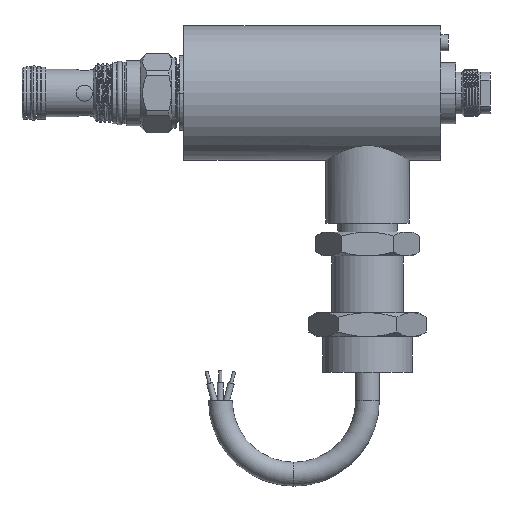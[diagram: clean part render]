
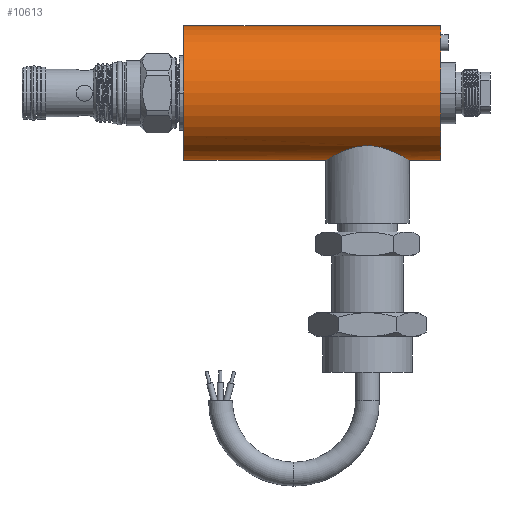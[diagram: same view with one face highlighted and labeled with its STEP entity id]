
A CAD part, front view. The second image highlights one B-rep face of the part: STEP entity #10613.
In plain terms, the highlighted cylindrical face has radius 22.5 mm (diameter 45 mm), a partial arc.
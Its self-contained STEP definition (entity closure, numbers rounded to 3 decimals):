
#18 = DIRECTION ( 'NONE',  ( 1., 0., 0. ) ) ;
#140 = CARTESIAN_POINT ( 'NONE',  ( 85.847, 0., -22.5 ) ) ;
#337 = DIRECTION ( 'NONE',  ( 1., 0., 0. ) ) ;
#584 = LINE ( 'NONE', #5602, #10340 ) ;
#627 = CARTESIAN_POINT ( 'NONE',  ( 68.412, -12.095, -18.974 ) ) ;
#675 = CARTESIAN_POINT ( 'NONE',  ( 48.117, -4.603, -22.029 ) ) ;
#762 = CARTESIAN_POINT ( 'NONE',  ( 47.839, -3.708, -22.197 ) ) ;
#1320 = VERTEX_POINT ( 'NONE', #3686 ) ;
#1354 = CIRCLE ( 'NONE', #3379, 22.5 ) ;
#1409 = VERTEX_POINT ( 'NONE', #140 ) ;
#1565 = CARTESIAN_POINT ( 'NONE',  ( 68.798, -11.861, -19.122 ) ) ;
#1608 = CARTESIAN_POINT ( 'NONE',  ( 49.248, -7.102, -21.365 ) ) ;
#1650 = CARTESIAN_POINT ( 'NONE',  ( 53.165, -11.369, -19.419 ) ) ;
#1704 = CARTESIAN_POINT ( 'NONE',  ( 48.277, -5.038, -21.933 ) ) ;
#1787 = CARTESIAN_POINT ( 'NONE',  ( 75.227, -1.891, -22.425 ) ) ;
#1824 = CARTESIAN_POINT ( 'NONE',  ( 75.347, -0.473, -22.5 ) ) ;
#1870 = CARTESIAN_POINT ( 'NONE',  ( 73.443, -7.105, -21.363 ) ) ;
#1874 = VERTEX_POINT ( 'NONE', #8352 ) ;
#2155 = AXIS2_PLACEMENT_3D ( 'NONE', #8921, #8135, #4304 ) ;
#2261 = DIRECTION ( 'NONE',  ( 0., 0., -1. ) ) ;
#2504 = CARTESIAN_POINT ( 'NONE',  ( 65.936, -13.235, -18.197 ) ) ;
#2553 = CARTESIAN_POINT ( 'NONE',  ( 71.549, -9.598, -20.353 ) ) ;
#2635 = CARTESIAN_POINT ( 'NONE',  ( 51.783, -10.233, -20.041 ) ) ;
#2681 = CARTESIAN_POINT ( 'NONE',  ( 59.454, -13.879, -17.709 ) ) ;
#2766 = CARTESIAN_POINT ( 'NONE',  ( 75.156, -2.352, -22.381 ) ) ;
#2817 = CARTESIAN_POINT ( 'NONE',  ( -0.153, 0., -22.5 ) ) ;
#2960 = EDGE_CURVE ( 'NONE', #1320, #6591, #8487, .T. ) ;
#3088 = EDGE_CURVE ( 'NONE', #8480, #1409, #1354, .T. ) ;
#3379 = AXIS2_PLACEMENT_3D ( 'NONE', #9527, #8529, #7631 ) ;
#3412 = CARTESIAN_POINT ( 'NONE',  ( 60.39, -13.975, -17.634 ) ) ;
#3459 = CARTESIAN_POINT ( 'NONE',  ( 69.91, -11.111, -19.574 ) ) ;
#3499 = CARTESIAN_POINT ( 'NONE',  ( 54.276, -12.116, -18.968 ) ) ;
#3539 = CARTESIAN_POINT ( 'NONE',  ( 50.267, -8.606, -20.805 ) ) ;
#3677 = CARTESIAN_POINT ( 'NONE',  ( 75.322, -0.952, -22.485 ) ) ;
#3686 = CARTESIAN_POINT ( 'NONE',  ( 47.347, 0., -22.5 ) ) ;
#3705 = EDGE_LOOP ( 'NONE', ( #11983, #8955, #3773, #9770, #8560, #8784 ) ) ;
#3773 = ORIENTED_EDGE ( 'NONE', *, *, #10609, .T. ) ;
#4304 = DIRECTION ( 'NONE',  ( 0., 0., 1. ) ) ;
#4372 = CARTESIAN_POINT ( 'NONE',  ( 64.597, -13.626, -17.906 ) ) ;
#4457 = CARTESIAN_POINT ( 'NONE',  ( 65.053, -13.509, -17.994 ) ) ;
#4585 = CARTESIAN_POINT ( 'NONE',  ( 73.878, -6.311, -21.615 ) ) ;
#4912 = CARTESIAN_POINT ( 'NONE',  ( -0.153, 0., 22.5 ) ) ;
#4988 = DIRECTION ( 'NONE',  ( 1., 0., 0. ) ) ;
#5225 = EDGE_CURVE ( 'NONE', #1874, #8480, #8021, .T. ) ;
#5323 = CARTESIAN_POINT ( 'NONE',  ( 66.366, -13.077, -18.311 ) ) ;
#5370 = CARTESIAN_POINT ( 'NONE',  ( 67.205, -12.724, -18.558 ) ) ;
#5412 = CARTESIAN_POINT ( 'NONE',  ( 63.222, -13.905, -17.69 ) ) ;
#5498 = CARTESIAN_POINT ( 'NONE',  ( 56.743, -13.23, -18.2 ) ) ;
#5602 = CARTESIAN_POINT ( 'NONE',  ( -0.153, 0., -22.5 ) ) ;
#5888 = LINE ( 'NONE', #2817, #10621 ) ;
#6391 = CARTESIAN_POINT ( 'NONE',  ( 47.723, -3.256, -22.268 ) ) ;
#6440 = CARTESIAN_POINT ( 'NONE',  ( 58.082, -13.622, -17.908 ) ) ;
#6591 = VERTEX_POINT ( 'NONE', #10700 ) ;
#6653 = DIRECTION ( 'NONE',  ( 1., 0., 0. ) ) ;
#6813 = VERTEX_POINT ( 'NONE', #7255 ) ;
#6953 = EDGE_CURVE ( 'NONE', #6813, #1874, #9029, .T. ) ;
#7204 = CARTESIAN_POINT ( 'NONE',  ( 47.347, -0.953, -22.5 ) ) ;
#7254 = CARTESIAN_POINT ( 'NONE',  ( 62.29, -14., -17.614 ) ) ;
#7255 = CARTESIAN_POINT ( 'NONE',  ( -0.153, 0., -22.5 ) ) ;
#7388 = AXIS2_PLACEMENT_3D ( 'NONE', #9731, #337, #2261 ) ;
#7596 = CARTESIAN_POINT ( 'NONE',  ( 85.847, 0., 22.5 ) ) ;
#7631 = DIRECTION ( 'NONE',  ( 0., 0., -1. ) ) ;
#8021 = LINE ( 'NONE', #4912, #9220 ) ;
#8135 = DIRECTION ( 'NONE',  ( -1., 0., 0. ) ) ;
#8245 = CARTESIAN_POINT ( 'NONE',  ( 55.06, -12.542, -18.685 ) ) ;
#8351 = CARTESIAN_POINT ( 'NONE',  ( 47.347, 0., -22.5 ) ) ;
#8352 = CARTESIAN_POINT ( 'NONE',  ( -0.153, 0., 22.5 ) ) ;
#8426 = CARTESIAN_POINT ( 'NONE',  ( 75.347, 0., -22.5 ) ) ;
#8480 = VERTEX_POINT ( 'NONE', #7596 ) ;
#8487 = B_SPLINE_CURVE_WITH_KNOTS ( 'NONE', 3,
 ( #8351, #7204, #11011, #6391, #762, #675, #1704, #10969, #1608, #3539, #9251, #2635, #11044, #12080, #1650, #3499, #8245, #11145, #5498, #9205, #6440, #9115, #2681, #3412, #10015, #7254, #5412, #4372, #4457, #2504, #5323, #5370, #11914, #627, #1565, #3459, #11953, #2553, #9158, #10114, #12170, #1870, #4585, #9329, #9409, #2766, #1787, #3677, #1824, #8426 ),
 .UNSPECIFIED., .F., .F.,
 ( 4, 2, 2, 2, 2, 2, 2, 2, 2, 2, 2, 2, 2, 2, 2, 2, 2, 2, 2, 2, 2, 2, 2, 2, 4 ),
 ( 0., 0.003, 0.004, 0.006, 0.008, 0.011, 0.013, 0.014, 0.017, 0.018, 0.02, 0.021, 0.023, 0.025, 0.027, 0.028, 0.03, 0.031, 0.034, 0.035, 0.037, 0.039, 0.042, 0.044, 0.045 ),
 .UNSPECIFIED. ) ;
#8529 = DIRECTION ( 'NONE',  ( 1., 0., 0. ) ) ;
#8560 = ORIENTED_EDGE ( 'NONE', *, *, #11488, .T. ) ;
#8784 = ORIENTED_EDGE ( 'NONE', *, *, #3088, .F. ) ;
#8921 = CARTESIAN_POINT ( 'NONE',  ( -0.153, 0., 0. ) ) ;
#8955 = ORIENTED_EDGE ( 'NONE', *, *, #6953, .F. ) ;
#9029 = CIRCLE ( 'NONE', #2155, 22.5 ) ;
#9115 = CARTESIAN_POINT ( 'NONE',  ( 58.993, -13.809, -17.765 ) ) ;
#9129 = CYLINDRICAL_SURFACE ( 'NONE', #7388, 22.5 ) ;
#9158 = CARTESIAN_POINT ( 'NONE',  ( 71.852, -9.265, -20.507 ) ) ;
#9205 = CARTESIAN_POINT ( 'NONE',  ( 57.632, -13.506, -17.996 ) ) ;
#9220 = VECTOR ( 'NONE', #4988, 1000. ) ;
#9251 = CARTESIAN_POINT ( 'NONE',  ( 50.838, -9.293, -20.503 ) ) ;
#9329 = CARTESIAN_POINT ( 'NONE',  ( 74.602, -4.6, -22.042 ) ) ;
#9409 = CARTESIAN_POINT ( 'NONE',  ( 74.876, -3.717, -22.21 ) ) ;
#9527 = CARTESIAN_POINT ( 'NONE',  ( 85.847, 0., 0. ) ) ;
#9731 = CARTESIAN_POINT ( 'NONE',  ( -0.153, 0., 0. ) ) ;
#9770 = ORIENTED_EDGE ( 'NONE', *, *, #2960, .T. ) ;
#10015 = CARTESIAN_POINT ( 'NONE',  ( 60.867, -14., -17.614 ) ) ;
#10114 = CARTESIAN_POINT ( 'NONE',  ( 72.422, -8.575, -20.805 ) ) ;
#10340 = VECTOR ( 'NONE', #6653, 1000. ) ;
#10609 = EDGE_CURVE ( 'NONE', #6813, #1320, #5888, .T. ) ;
#10613 = ADVANCED_FACE ( 'NONE', ( #10894 ), #9129, .T. ) ;
#10621 = VECTOR ( 'NONE', #18, 1000. ) ;
#10700 = CARTESIAN_POINT ( 'NONE',  ( 75.347, 0., -22.5 ) ) ;
#10894 = FACE_OUTER_BOUND ( 'NONE', #3705, .T. ) ;
#10969 = CARTESIAN_POINT ( 'NONE',  ( 48.813, -6.305, -21.616 ) ) ;
#11011 = CARTESIAN_POINT ( 'NONE',  ( 47.443, -1.886, -22.44 ) ) ;
#11044 = CARTESIAN_POINT ( 'NONE',  ( 52.113, -10.532, -19.885 ) ) ;
#11145 = CARTESIAN_POINT ( 'NONE',  ( 56.313, -13.071, -18.315 ) ) ;
#11488 = EDGE_CURVE ( 'NONE', #6591, #1409, #584, .T. ) ;
#11914 = CARTESIAN_POINT ( 'NONE',  ( 67.613, -12.527, -18.692 ) ) ;
#11953 = CARTESIAN_POINT ( 'NONE',  ( 70.597, -10.547, -19.887 ) ) ;
#11983 = ORIENTED_EDGE ( 'NONE', *, *, #5225, .F. ) ;
#12080 = CARTESIAN_POINT ( 'NONE',  ( 52.804, -11.1, -19.574 ) ) ;
#12170 = CARTESIAN_POINT ( 'NONE',  ( 72.69, -8.218, -20.949 ) ) ;
